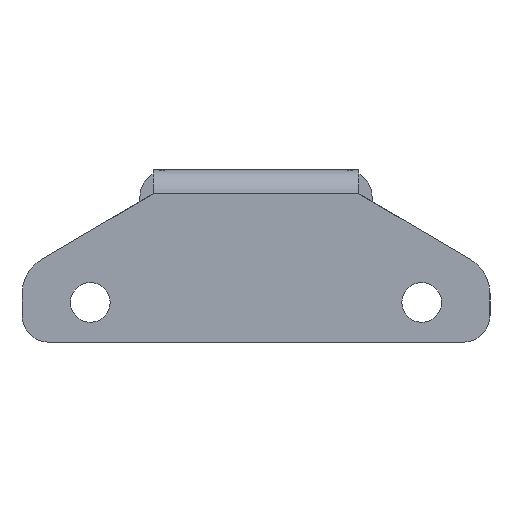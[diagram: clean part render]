
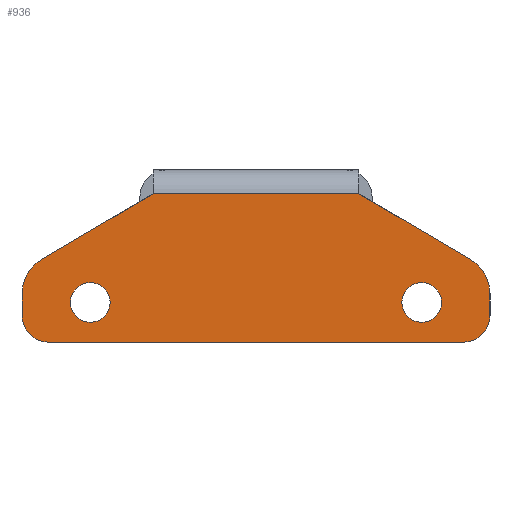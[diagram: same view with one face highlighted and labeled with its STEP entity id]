
A CAD part, left-side view. The second image highlights one B-rep face of the part: STEP entity #936.
In plain terms, the highlighted planar face has unit normal (-1, 0, 0).
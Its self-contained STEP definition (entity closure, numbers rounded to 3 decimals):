
#55 = DIRECTION ( 'NONE',  ( 0., 0., 1. ) ) ;
#132 = CARTESIAN_POINT ( 'NONE',  ( -149.5, -35.3, -26. ) ) ;
#190 = VERTEX_POINT ( 'NONE', #2110 ) ;
#220 = CIRCLE ( 'NONE', #2633, 4. ) ;
#238 = AXIS2_PLACEMENT_3D ( 'NONE', #1286, #3523, #2438 ) ;
#240 = AXIS2_PLACEMENT_3D ( 'NONE', #2313, #893, #1406 ) ;
#322 = DIRECTION ( 'NONE',  ( -1., 0., 0. ) ) ;
#346 = LINE ( 'NONE', #132, #2461 ) ;
#379 = EDGE_CURVE ( 'NONE', #1321, #474, #220, .T. ) ;
#403 = EDGE_CURVE ( 'NONE', #1367, #3482, #3040, .T. ) ;
#406 = EDGE_CURVE ( 'NONE', #3460, #474, #3347, .T. ) ;
#463 = EDGE_CURVE ( 'NONE', #3482, #1381, #1481, .T. ) ;
#474 = VERTEX_POINT ( 'NONE', #767 ) ;
#520 = CARTESIAN_POINT ( 'NONE',  ( -149.5, 2.418, 4.106 ) ) ;
#558 = ORIENTED_EDGE ( 'NONE', *, *, #585, .T. ) ;
#566 = FACE_OUTER_BOUND ( 'NONE', #3723, .T. ) ;
#585 = EDGE_CURVE ( 'NONE', #2988, #1588, #2444, .T. ) ;
#620 = EDGE_CURVE ( 'NONE', #1381, #1321, #2867, .T. ) ;
#756 = CARTESIAN_POINT ( 'NONE',  ( -149.5, 32.345, -13.523 ) ) ;
#767 = CARTESIAN_POINT ( 'NONE',  ( -149.5, 31.3, -26. ) ) ;
#789 = CARTESIAN_POINT ( 'NONE',  ( -149.5, -25., -20. ) ) ;
#800 = CARTESIAN_POINT ( 'NONE',  ( -149.5, 15.5, -3.6 ) ) ;
#812 = LINE ( 'NONE', #1276, #3003 ) ;
#841 = VECTOR ( 'NONE', #1170, 1000. ) ;
#893 = DIRECTION ( 'NONE',  ( -1., 0., 0. ) ) ;
#901 = ORIENTED_EDGE ( 'NONE', *, *, #1753, .T. ) ;
#918 = AXIS2_PLACEMENT_3D ( 'NONE', #1091, #1135, #2287 ) ;
#934 = DIRECTION ( 'NONE',  ( 0., 0., 1. ) ) ;
#936 = ADVANCED_FACE ( 'NONE', ( #3457, #566, #1194 ), #2011, .T. ) ;
#949 = CARTESIAN_POINT ( 'NONE',  ( -149.5, 25., -20. ) ) ;
#1000 = ORIENTED_EDGE ( 'NONE', *, *, #3041, .T. ) ;
#1019 = EDGE_CURVE ( 'NONE', #1757, #2988, #346, .T. ) ;
#1021 = EDGE_LOOP ( 'NONE', ( #901, #3401 ) ) ;
#1058 = EDGE_CURVE ( 'NONE', #2113, #2282, #3242, .T. ) ;
#1091 = CARTESIAN_POINT ( 'NONE',  ( -149.5, -31.3, -22. ) ) ;
#1110 = DIRECTION ( 'NONE',  ( 0., 0., 1. ) ) ;
#1135 = DIRECTION ( 'NONE',  ( -1., 0., 0. ) ) ;
#1170 = DIRECTION ( 'NONE',  ( 0., 0., -1. ) ) ;
#1173 = ORIENTED_EDGE ( 'NONE', *, *, #2847, .F. ) ;
#1194 = FACE_BOUND ( 'NONE', #2704, .T. ) ;
#1276 = CARTESIAN_POINT ( 'NONE',  ( -149.5, -35.3, -3.6 ) ) ;
#1286 = CARTESIAN_POINT ( 'NONE',  ( -149.5, -25., -20. ) ) ;
#1304 = VECTOR ( 'NONE', #2760, 1000. ) ;
#1321 = VERTEX_POINT ( 'NONE', #1386 ) ;
#1349 = EDGE_CURVE ( 'NONE', #1783, #1588, #3335, .T. ) ;
#1367 = VERTEX_POINT ( 'NONE', #800 ) ;
#1375 = ORIENTED_EDGE ( 'NONE', *, *, #2211, .T. ) ;
#1378 = CARTESIAN_POINT ( 'NONE',  ( -149.5, 29.3, -18.692 ) ) ;
#1381 = VERTEX_POINT ( 'NONE', #1912 ) ;
#1386 = CARTESIAN_POINT ( 'NONE',  ( -149.5, 35.3, -22. ) ) ;
#1406 = DIRECTION ( 'NONE',  ( 0., 0., 1. ) ) ;
#1424 = CARTESIAN_POINT ( 'NONE',  ( -149.5, -25., -17. ) ) ;
#1425 = ORIENTED_EDGE ( 'NONE', *, *, #2686, .F. ) ;
#1440 = CIRCLE ( 'NONE', #240, 3. ) ;
#1470 = CARTESIAN_POINT ( 'NONE',  ( -149.5, -29.3, -18.692 ) ) ;
#1481 = CIRCLE ( 'NONE', #2818, 6. ) ;
#1588 = VERTEX_POINT ( 'NONE', #2418 ) ;
#1608 = ORIENTED_EDGE ( 'NONE', *, *, #1019, .T. ) ;
#1642 = DIRECTION ( 'NONE',  ( -1., 0., 0. ) ) ;
#1680 = DIRECTION ( 'NONE',  ( 0., 0.862, -0.508 ) ) ;
#1753 = EDGE_CURVE ( 'NONE', #2282, #2113, #1934, .T. ) ;
#1757 = VERTEX_POINT ( 'NONE', #2209 ) ;
#1766 = CARTESIAN_POINT ( 'NONE',  ( -149.5, 0., 0. ) ) ;
#1783 = VERTEX_POINT ( 'NONE', #3698 ) ;
#1801 = AXIS2_PLACEMENT_3D ( 'NONE', #949, #2075, #3228 ) ;
#1820 = CARTESIAN_POINT ( 'NONE',  ( -149.5, 31.3, -22. ) ) ;
#1891 = DIRECTION ( 'NONE',  ( 0., 0., 1. ) ) ;
#1912 = CARTESIAN_POINT ( 'NONE',  ( -149.5, 35.3, -18.692 ) ) ;
#1934 = CIRCLE ( 'NONE', #2538, 3. ) ;
#1940 = ORIENTED_EDGE ( 'NONE', *, *, #406, .F. ) ;
#1961 = CARTESIAN_POINT ( 'NONE',  ( -149.5, 25., -17. ) ) ;
#2011 = PLANE ( 'NONE',  #3237 ) ;
#2075 = DIRECTION ( 'NONE',  ( -1., 0., 0. ) ) ;
#2110 = CARTESIAN_POINT ( 'NONE',  ( -149.5, 25., -23. ) ) ;
#2113 = VERTEX_POINT ( 'NONE', #3094 ) ;
#2161 = DIRECTION ( 'NONE',  ( 0., 1., 0. ) ) ;
#2209 = CARTESIAN_POINT ( 'NONE',  ( -149.5, -35.3, -22. ) ) ;
#2211 = EDGE_CURVE ( 'NONE', #1783, #1367, #812, .T. ) ;
#2215 = DIRECTION ( 'NONE',  ( 0., -0.862, -0.508 ) ) ;
#2232 = CIRCLE ( 'NONE', #918, 4. ) ;
#2282 = VERTEX_POINT ( 'NONE', #1424 ) ;
#2287 = DIRECTION ( 'NONE',  ( 0., 0., 1. ) ) ;
#2313 = CARTESIAN_POINT ( 'NONE',  ( -149.5, 25., -20. ) ) ;
#2417 = ORIENTED_EDGE ( 'NONE', *, *, #463, .T. ) ;
#2418 = CARTESIAN_POINT ( 'NONE',  ( -149.5, -32.345, -13.523 ) ) ;
#2438 = DIRECTION ( 'NONE',  ( 0., 0., 1. ) ) ;
#2444 = CIRCLE ( 'NONE', #3361, 6. ) ;
#2461 = VECTOR ( 'NONE', #55, 1000. ) ;
#2515 = DIRECTION ( 'NONE',  ( -1., 0., 0. ) ) ;
#2538 = AXIS2_PLACEMENT_3D ( 'NONE', #789, #3330, #1110 ) ;
#2546 = CARTESIAN_POINT ( 'NONE',  ( -149.5, -2.418, 4.106 ) ) ;
#2584 = CARTESIAN_POINT ( 'NONE',  ( -149.5, -35.3, -18.692 ) ) ;
#2633 = AXIS2_PLACEMENT_3D ( 'NONE', #1820, #1642, #1891 ) ;
#2638 = ORIENTED_EDGE ( 'NONE', *, *, #379, .T. ) ;
#2657 = ORIENTED_EDGE ( 'NONE', *, *, #403, .T. ) ;
#2686 = EDGE_CURVE ( 'NONE', #3739, #190, #1440, .T. ) ;
#2704 = EDGE_LOOP ( 'NONE', ( #1425, #1173 ) ) ;
#2760 = DIRECTION ( 'NONE',  ( 0., 1., 0. ) ) ;
#2818 = AXIS2_PLACEMENT_3D ( 'NONE', #1378, #2515, #3331 ) ;
#2847 = EDGE_CURVE ( 'NONE', #190, #3739, #3439, .T. ) ;
#2867 = LINE ( 'NONE', #3712, #841 ) ;
#2887 = DIRECTION ( 'NONE',  ( 0., 0., 1. ) ) ;
#2988 = VERTEX_POINT ( 'NONE', #2584 ) ;
#3003 = VECTOR ( 'NONE', #2161, 1000. ) ;
#3040 = LINE ( 'NONE', #520, #3427 ) ;
#3041 = EDGE_CURVE ( 'NONE', #3460, #1757, #2232, .T. ) ;
#3094 = CARTESIAN_POINT ( 'NONE',  ( -149.5, -25., -23. ) ) ;
#3157 = ORIENTED_EDGE ( 'NONE', *, *, #1349, .F. ) ;
#3228 = DIRECTION ( 'NONE',  ( 0., 0., 1. ) ) ;
#3237 = AXIS2_PLACEMENT_3D ( 'NONE', #1766, #3508, #934 ) ;
#3242 = CIRCLE ( 'NONE', #238, 3. ) ;
#3330 = DIRECTION ( 'NONE',  ( 1., 0., 0. ) ) ;
#3331 = DIRECTION ( 'NONE',  ( 0., 0., 1. ) ) ;
#3335 = LINE ( 'NONE', #2546, #3440 ) ;
#3338 = CARTESIAN_POINT ( 'NONE',  ( -149.5, -31.3, -26. ) ) ;
#3347 = LINE ( 'NONE', #3699, #1304 ) ;
#3354 = ORIENTED_EDGE ( 'NONE', *, *, #620, .T. ) ;
#3361 = AXIS2_PLACEMENT_3D ( 'NONE', #1470, #322, #2887 ) ;
#3401 = ORIENTED_EDGE ( 'NONE', *, *, #1058, .T. ) ;
#3427 = VECTOR ( 'NONE', #1680, 1000. ) ;
#3439 = CIRCLE ( 'NONE', #1801, 3. ) ;
#3440 = VECTOR ( 'NONE', #2215, 1000. ) ;
#3457 = FACE_BOUND ( 'NONE', #1021, .T. ) ;
#3460 = VERTEX_POINT ( 'NONE', #3338 ) ;
#3482 = VERTEX_POINT ( 'NONE', #756 ) ;
#3508 = DIRECTION ( 'NONE',  ( -1., 0., 0. ) ) ;
#3523 = DIRECTION ( 'NONE',  ( 1., 0., 0. ) ) ;
#3698 = CARTESIAN_POINT ( 'NONE',  ( -149.5, -15.5, -3.6 ) ) ;
#3699 = CARTESIAN_POINT ( 'NONE',  ( -149.5, 17.5, -26. ) ) ;
#3712 = CARTESIAN_POINT ( 'NONE',  ( -149.5, 35.3, -26. ) ) ;
#3723 = EDGE_LOOP ( 'NONE', ( #1608, #558, #3157, #1375, #2657, #2417, #3354, #2638, #1940, #1000 ) ) ;
#3739 = VERTEX_POINT ( 'NONE', #1961 ) ;
